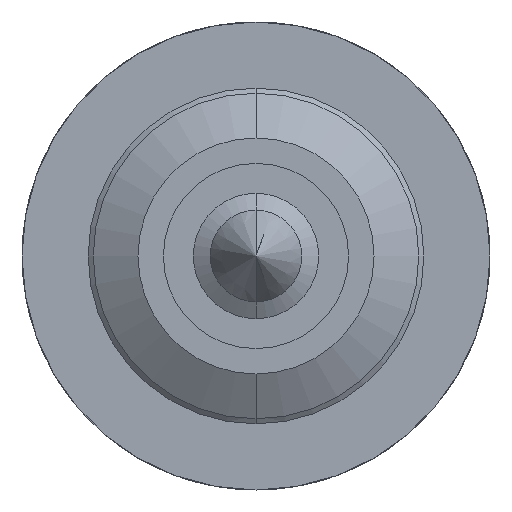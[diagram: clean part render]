
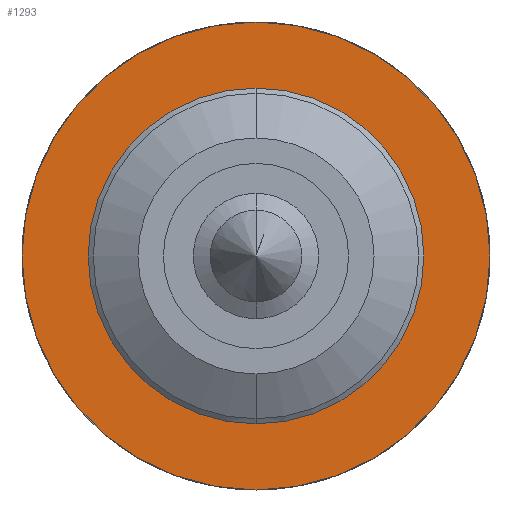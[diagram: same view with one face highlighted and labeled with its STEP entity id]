
A CAD part, front view. The second image highlights one B-rep face of the part: STEP entity #1293.
In plain terms, the highlighted planar face has unit normal (0, -1, 0).
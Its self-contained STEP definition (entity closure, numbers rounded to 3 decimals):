
#322 = DIRECTION ( 'NONE',  ( 0., 0., 1. ) ) ;
#595 = AXIS2_PLACEMENT_3D ( 'NONE', #3758, #3438, #3402 ) ;
#609 = CIRCLE ( 'NONE', #622, 1.15 ) ;
#622 = AXIS2_PLACEMENT_3D ( 'NONE', #3088, #1220, #1970 ) ;
#640 = CARTESIAN_POINT ( 'NONE',  ( 0., -2., 0. ) ) ;
#772 = AXIS2_PLACEMENT_3D ( 'NONE', #1756, #4655, #2886 ) ;
#806 = EDGE_CURVE ( 'Defeature ausgef�hrt2_5+Defeature ausgef�hrt2_6+Defeature ausgef�hrt2_6+Defeature ausgef�hrt2_6', #951, #2982, #609, .T. ) ;
#811 = DIRECTION ( 'NONE',  ( 0., 0., 1. ) ) ;
#929 = ORIENTED_EDGE ( 'NONE', *, *, #806, .F. ) ;
#951 = VERTEX_POINT ( 'NONE', #984 ) ;
#984 = CARTESIAN_POINT ( 'NONE',  ( 0., -2., -1.15 ) ) ;
#1140 = CIRCLE ( 'NONE', #2956, 1.15 ) ;
#1220 = DIRECTION ( 'NONE',  ( 0., 1., 0. ) ) ;
#1293 = ADVANCED_FACE ( 'Defeature ausgef�hrt2_6', ( #3302, #2205 ), #2353, .F. ) ;
#1715 = CARTESIAN_POINT ( 'NONE',  ( 0., -2., 1.15 ) ) ;
#1756 = CARTESIAN_POINT ( 'NONE',  ( 0., -2., 0. ) ) ;
#1783 = VERTEX_POINT ( 'NONE', #3646 ) ;
#1970 = DIRECTION ( 'NONE',  ( 0., 0., 1. ) ) ;
#2057 = CIRCLE ( 'NONE', #772, 0.825 ) ;
#2091 = DIRECTION ( 'NONE',  ( 0., 1., 0. ) ) ;
#2205 = FACE_BOUND ( 'NONE', #2251, .T. ) ;
#2251 = EDGE_LOOP ( 'NONE', ( #4393, #3889 ) ) ;
#2353 = PLANE ( 'NONE',  #595 ) ;
#2717 = AXIS2_PLACEMENT_3D ( 'NONE', #640, #2091, #322 ) ;
#2831 = EDGE_CURVE ( 'Defeature ausgef�hrt2_5+Defeature ausgef�hrt2_6+Defeature ausgef�hrt2_6+Defeature ausgef�hrt2_6', #2982, #951, #1140, .T. ) ;
#2886 = DIRECTION ( 'NONE',  ( 0., 0., 1. ) ) ;
#2931 = VERTEX_POINT ( 'NONE', #4261 ) ;
#2956 = AXIS2_PLACEMENT_3D ( 'NONE', #3017, #4469, #811 ) ;
#2982 = VERTEX_POINT ( 'NONE', #1715 ) ;
#3017 = CARTESIAN_POINT ( 'NONE',  ( 0., -2., 0. ) ) ;
#3029 = EDGE_CURVE ( 'Defeature ausgef�hrt2_6+Defeature ausgef�hrt2_4+Defeature ausgef�hrt2_4+Defeature ausgef�hrt2_4', #2931, #1783, #2057, .T. ) ;
#3088 = CARTESIAN_POINT ( 'NONE',  ( 0., -2., 0. ) ) ;
#3302 = FACE_OUTER_BOUND ( 'NONE', #4114, .T. ) ;
#3402 = DIRECTION ( 'NONE',  ( 0., 0., 1. ) ) ;
#3438 = DIRECTION ( 'NONE',  ( 0., 1., 0. ) ) ;
#3646 = CARTESIAN_POINT ( 'NONE',  ( 0., -2., 0.825 ) ) ;
#3758 = CARTESIAN_POINT ( 'NONE',  ( 1.15, -2., 0. ) ) ;
#3889 = ORIENTED_EDGE ( 'NONE', *, *, #3029, .T. ) ;
#4084 = EDGE_CURVE ( 'Defeature ausgef�hrt2_6+Defeature ausgef�hrt2_4+Defeature ausgef�hrt2_4+Defeature ausgef�hrt2_4', #1783, #2931, #4576, .T. ) ;
#4114 = EDGE_LOOP ( 'NONE', ( #4609, #929 ) ) ;
#4261 = CARTESIAN_POINT ( 'NONE',  ( 0., -2., -0.825 ) ) ;
#4393 = ORIENTED_EDGE ( 'NONE', *, *, #4084, .T. ) ;
#4469 = DIRECTION ( 'NONE',  ( 0., 1., 0. ) ) ;
#4576 = CIRCLE ( 'NONE', #2717, 0.825 ) ;
#4609 = ORIENTED_EDGE ( 'NONE', *, *, #2831, .F. ) ;
#4655 = DIRECTION ( 'NONE',  ( 0., 1., 0. ) ) ;
